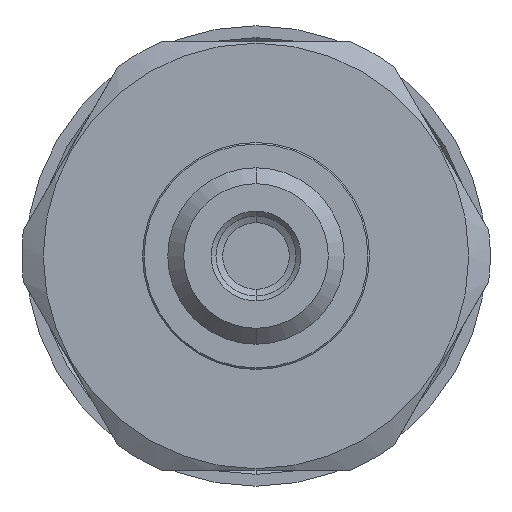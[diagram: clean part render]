
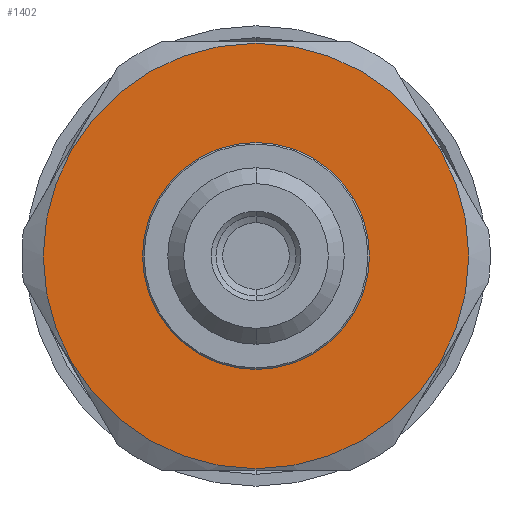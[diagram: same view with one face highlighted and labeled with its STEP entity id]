
A CAD part, front view. The second image highlights one B-rep face of the part: STEP entity #1402.
In plain terms, the highlighted planar face has unit normal (0, -1, 0).
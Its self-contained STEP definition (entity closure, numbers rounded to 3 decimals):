
#161 = AXIS2_PLACEMENT_3D ( 'NONE', #2728, #6990, #3367 ) ;
#466 = DIRECTION ( 'NONE',  ( 0., -1., 0. ) ) ;
#521 = CARTESIAN_POINT ( 'NONE',  ( 0., 2.3, -7.15 ) ) ;
#818 = CIRCLE ( 'NONE', #7232, 13.4 ) ;
#949 = EDGE_CURVE ( 'NONE', #7645, #7774, #7309, .T. ) ;
#1402 = ADVANCED_FACE ( 'NONE', ( #5461, #1873 ), #3359, .T. ) ;
#1870 = VERTEX_POINT ( 'NONE', #3593 ) ;
#1873 = FACE_BOUND ( 'NONE', #3899, .T. ) ;
#2728 = CARTESIAN_POINT ( 'NONE',  ( 0., 2.3, 0. ) ) ;
#2840 = CARTESIAN_POINT ( 'NONE',  ( 0., 2.3, 7.15 ) ) ;
#3032 = DIRECTION ( 'NONE',  ( 0., -1., 0. ) ) ;
#3339 = CARTESIAN_POINT ( 'NONE',  ( 13.4, 2.3, 0. ) ) ;
#3359 = PLANE ( 'NONE',  #5894 ) ;
#3367 = DIRECTION ( 'NONE',  ( 0., 0., -1. ) ) ;
#3403 = DIRECTION ( 'NONE',  ( 0., 0., -1. ) ) ;
#3593 = CARTESIAN_POINT ( 'NONE',  ( 0., 2.3, -13.4 ) ) ;
#3774 = AXIS2_PLACEMENT_3D ( 'NONE', #5438, #4824, #4242 ) ;
#3899 = EDGE_LOOP ( 'NONE', ( #4953, #5066 ) ) ;
#3961 = DIRECTION ( 'NONE',  ( 0., -1., 0. ) ) ;
#4205 = EDGE_LOOP ( 'NONE', ( #5326, #5428 ) ) ;
#4242 = DIRECTION ( 'NONE',  ( 0., 0., -1. ) ) ;
#4456 = CARTESIAN_POINT ( 'NONE',  ( 0., 2.3, 0. ) ) ;
#4824 = DIRECTION ( 'NONE',  ( 0., -1., 0. ) ) ;
#4933 = CARTESIAN_POINT ( 'NONE',  ( 0., 2.3, 13.4 ) ) ;
#4953 = ORIENTED_EDGE ( 'NONE', *, *, #949, .F. ) ;
#5063 = DIRECTION ( 'NONE',  ( 0., 0., -1. ) ) ;
#5066 = ORIENTED_EDGE ( 'NONE', *, *, #5925, .F. ) ;
#5307 = EDGE_CURVE ( 'NONE', #1870, #8016, #818, .T. ) ;
#5326 = ORIENTED_EDGE ( 'NONE', *, *, #7444, .T. ) ;
#5428 = ORIENTED_EDGE ( 'NONE', *, *, #5307, .T. ) ;
#5438 = CARTESIAN_POINT ( 'NONE',  ( 0., 2.3, 0. ) ) ;
#5461 = FACE_OUTER_BOUND ( 'NONE', #4205, .T. ) ;
#5553 = CIRCLE ( 'NONE', #161, 7.15 ) ;
#5637 = AXIS2_PLACEMENT_3D ( 'NONE', #7576, #3961, #8151 ) ;
#5894 = AXIS2_PLACEMENT_3D ( 'NONE', #3339, #3032, #3403 ) ;
#5925 = EDGE_CURVE ( 'NONE', #7774, #7645, #5553, .T. ) ;
#6901 = CIRCLE ( 'NONE', #5637, 13.4 ) ;
#6990 = DIRECTION ( 'NONE',  ( 0., -1., 0. ) ) ;
#7232 = AXIS2_PLACEMENT_3D ( 'NONE', #4456, #466, #5063 ) ;
#7309 = CIRCLE ( 'NONE', #3774, 7.15 ) ;
#7444 = EDGE_CURVE ( 'NONE', #8016, #1870, #6901, .T. ) ;
#7576 = CARTESIAN_POINT ( 'NONE',  ( 0., 2.3, 0. ) ) ;
#7645 = VERTEX_POINT ( 'NONE', #521 ) ;
#7774 = VERTEX_POINT ( 'NONE', #2840 ) ;
#8016 = VERTEX_POINT ( 'NONE', #4933 ) ;
#8151 = DIRECTION ( 'NONE',  ( 0., 0., -1. ) ) ;
